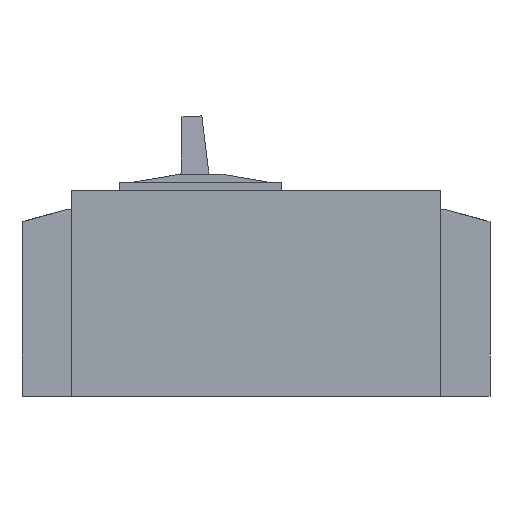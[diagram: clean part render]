
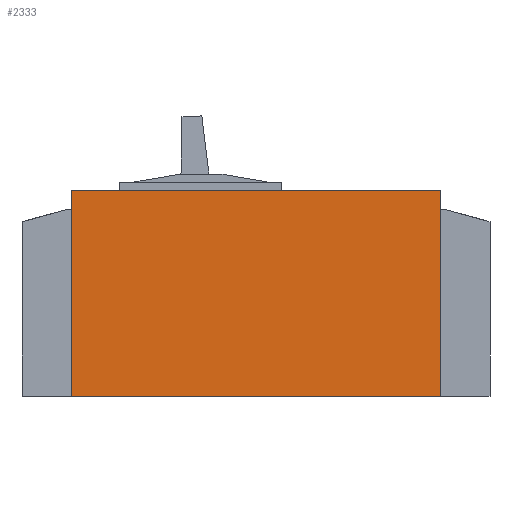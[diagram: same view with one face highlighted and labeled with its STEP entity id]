
A CAD part, left-side view. The second image highlights one B-rep face of the part: STEP entity #2333.
In plain terms, the highlighted planar face has unit normal (-1, 0, 0).
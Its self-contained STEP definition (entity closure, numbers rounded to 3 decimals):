
#198=ORIENTED_EDGE('',*,*,#789,.F.);
#199=ORIENTED_EDGE('',*,*,#814,.F.);
#200=ORIENTED_EDGE('',*,*,#811,.F.);
#201=ORIENTED_EDGE('',*,*,#768,.F.);
#768=EDGE_CURVE('',#1081,#1075,#1300,.T.);
#789=EDGE_CURVE('',#1102,#1081,#1321,.T.);
#811=EDGE_CURVE('',#1075,#1122,#1343,.T.);
#814=EDGE_CURVE('',#1122,#1102,#1346,.T.);
#1075=VERTEX_POINT('',#3374);
#1081=VERTEX_POINT('',#3386);
#1102=VERTEX_POINT('',#3430);
#1122=VERTEX_POINT('',#3473);
#1300=LINE('',#3387,#1562);
#1321=LINE('',#3429,#1583);
#1343=LINE('',#3472,#1605);
#1346=LINE('',#3478,#1608);
#1562=VECTOR('',#2730,1000.);
#1583=VECTOR('',#2753,1000.);
#1605=VECTOR('',#2777,1000.);
#1608=VECTOR('',#2782,1000.);
#1817=EDGE_LOOP('',(#198,#199,#200,#201));
#2025=FACE_BOUND('',#1817,.T.);
#2222=PLANE('',#2509);
#2333=ADVANCED_FACE('',(#2025),#2222,.F.);
#2509=AXIS2_PLACEMENT_3D('',#3481,#2786,#2787);
#2730=DIRECTION('',(0.,-1.,0.));
#2753=DIRECTION('',(0.,0.,1.));
#2777=DIRECTION('',(0.,0.,-1.));
#2782=DIRECTION('',(0.,1.,0.));
#2786=DIRECTION('',(1.,0.,0.));
#2787=DIRECTION('',(0.,0.,-1.));
#3374=CARTESIAN_POINT('',(0.,-108.,120.5));
#3386=CARTESIAN_POINT('',(0.,108.,120.5));
#3387=CARTESIAN_POINT('',(0.,108.,120.5));
#3429=CARTESIAN_POINT('',(0.,108.,0.));
#3430=CARTESIAN_POINT('',(0.,108.,0.));
#3472=CARTESIAN_POINT('',(0.,-108.,120.5));
#3473=CARTESIAN_POINT('',(0.,-108.,0.));
#3478=CARTESIAN_POINT('',(0.,-108.,0.));
#3481=CARTESIAN_POINT('',(0.,0.,0.));
